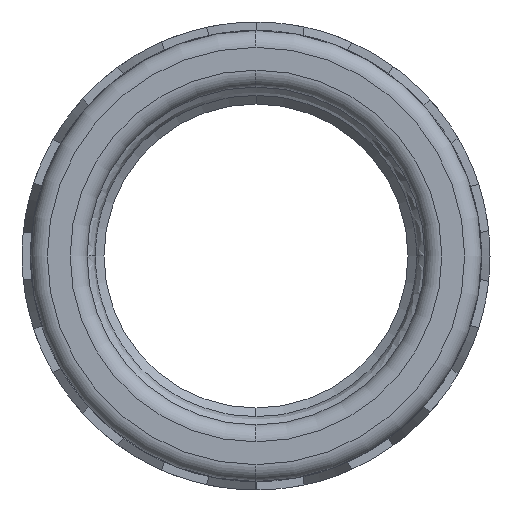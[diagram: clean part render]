
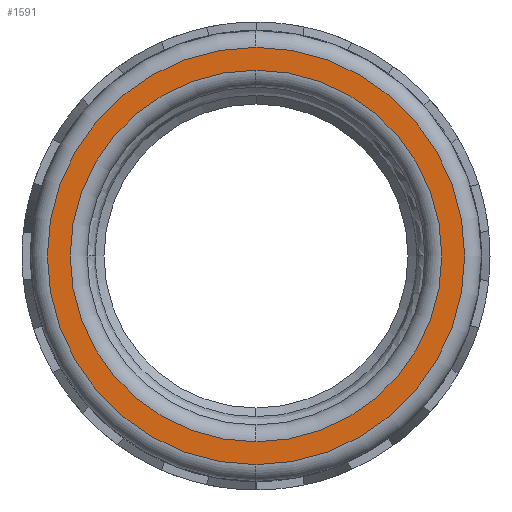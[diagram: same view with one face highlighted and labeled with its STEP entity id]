
A CAD part, left-side view. The second image highlights one B-rep face of the part: STEP entity #1591.
In plain terms, the highlighted planar face has unit normal (-1, 0, 0).
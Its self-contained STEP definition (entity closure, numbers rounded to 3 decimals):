
#105 = ORIENTED_EDGE ( 'NONE', *, *, #934, .T. ) ;
#140 = PLANE ( 'NONE',  #6394 ) ;
#150 = VERTEX_POINT ( 'NONE', #2859 ) ;
#421 = AXIS2_PLACEMENT_3D ( 'NONE', #4427, #1386, #4916 ) ;
#642 = CARTESIAN_POINT ( 'NONE',  ( -44.25, 0., 0. ) ) ;
#671 = FACE_OUTER_BOUND ( 'NONE', #2833, .T. ) ;
#738 = ORIENTED_EDGE ( 'NONE', *, *, #3909, .T. ) ;
#915 = CIRCLE ( 'NONE', #421, 12.35 ) ;
#934 = EDGE_CURVE ( 'NONE', #5656, #4422, #4476, .T. ) ;
#1161 = DIRECTION ( 'NONE',  ( 0., 0., -1. ) ) ;
#1340 = AXIS2_PLACEMENT_3D ( 'NONE', #642, #4206, #1161 ) ;
#1386 = DIRECTION ( 'NONE',  ( -1., 0., 0. ) ) ;
#1591 = ADVANCED_FACE ( 'NONE', ( #1870, #671 ), #140, .F. ) ;
#1870 = FACE_BOUND ( 'NONE', #3774, .T. ) ;
#2326 = EDGE_CURVE ( 'NONE', #150, #4263, #2489, .T. ) ;
#2489 = CIRCLE ( 'NONE', #1340, 12.35 ) ;
#2708 = CARTESIAN_POINT ( 'NONE',  ( -44.25, 0., 0. ) ) ;
#2833 = EDGE_LOOP ( 'NONE', ( #2994, #738 ) ) ;
#2859 = CARTESIAN_POINT ( 'NONE',  ( -44.25, 0., -12.35 ) ) ;
#2938 = AXIS2_PLACEMENT_3D ( 'NONE', #2708, #6166, #3226 ) ;
#2994 = ORIENTED_EDGE ( 'NONE', *, *, #2326, .T. ) ;
#3076 = CIRCLE ( 'NONE', #2938, 11. ) ;
#3226 = DIRECTION ( 'NONE',  ( 0., 0., -1. ) ) ;
#3650 = EDGE_CURVE ( 'NONE', #4422, #5656, #3076, .T. ) ;
#3774 = EDGE_LOOP ( 'NONE', ( #5590, #105 ) ) ;
#3909 = EDGE_CURVE ( 'NONE', #4263, #150, #915, .T. ) ;
#4051 = CARTESIAN_POINT ( 'NONE',  ( -44.25, 0., 0. ) ) ;
#4206 = DIRECTION ( 'NONE',  ( -1., 0., 0. ) ) ;
#4263 = VERTEX_POINT ( 'NONE', #6259 ) ;
#4387 = AXIS2_PLACEMENT_3D ( 'NONE', #5893, #4967, #4517 ) ;
#4422 = VERTEX_POINT ( 'NONE', #6340 ) ;
#4427 = CARTESIAN_POINT ( 'NONE',  ( -44.25, 0., 0. ) ) ;
#4476 = CIRCLE ( 'NONE', #4387, 11. ) ;
#4517 = DIRECTION ( 'NONE',  ( 0., 0., -1. ) ) ;
#4916 = DIRECTION ( 'NONE',  ( 0., 0., -1. ) ) ;
#4967 = DIRECTION ( 'NONE',  ( 1., 0., 0. ) ) ;
#4977 = DIRECTION ( 'NONE',  ( 1., 0., 0. ) ) ;
#5590 = ORIENTED_EDGE ( 'NONE', *, *, #3650, .T. ) ;
#5656 = VERTEX_POINT ( 'NONE', #5683 ) ;
#5683 = CARTESIAN_POINT ( 'NONE',  ( -44.25, 0., 11. ) ) ;
#5893 = CARTESIAN_POINT ( 'NONE',  ( -44.25, 0., 0. ) ) ;
#5947 = DIRECTION ( 'NONE',  ( 0., 0., -1. ) ) ;
#6166 = DIRECTION ( 'NONE',  ( 1., 0., 0. ) ) ;
#6259 = CARTESIAN_POINT ( 'NONE',  ( -44.25, 0., 12.35 ) ) ;
#6340 = CARTESIAN_POINT ( 'NONE',  ( -44.25, 0., -11. ) ) ;
#6394 = AXIS2_PLACEMENT_3D ( 'NONE', #4051, #4977, #5947 ) ;
